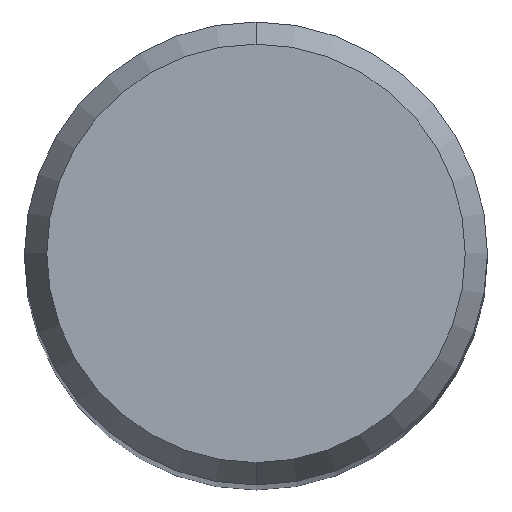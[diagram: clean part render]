
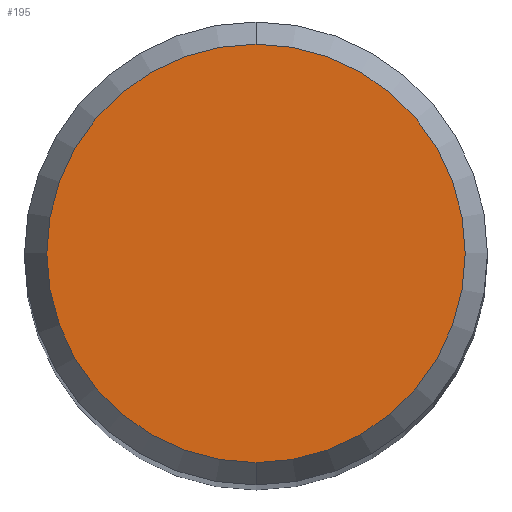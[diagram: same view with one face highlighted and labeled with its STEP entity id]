
A CAD part, top view. The second image highlights one B-rep face of the part: STEP entity #195.
In plain terms, the highlighted planar face has unit normal (0, 0, 1).
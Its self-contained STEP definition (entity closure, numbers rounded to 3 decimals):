
#101=EDGE_CURVE('',#123,#145,#253,.T.);
#123=VERTEX_POINT('',#278);
#129=EDGE_CURVE('',#145,#123,#286,.T.);
#145=VERTEX_POINT('',#303);
#195=ADVANCED_FACE('',(#359),#360,.T.);
#253=CIRCLE('',#414,2.158);
#278=CARTESIAN_POINT('',(0.0,2.158,0.0));
#286=CIRCLE('',#455,2.158);
#303=CARTESIAN_POINT('',(0.,-2.158,0.0));
#359=FACE_OUTER_BOUND('',#545,.T.);
#360=PLANE('',#546);
#414=AXIS2_PLACEMENT_3D('',#609,#610,#611);
#455=AXIS2_PLACEMENT_3D('',#659,#660,#661);
#545=EDGE_LOOP('',(#748,#749));
#546=AXIS2_PLACEMENT_3D('',#750,#751,#752);
#609=CARTESIAN_POINT('',(0.0,0.0,0.0));
#610=DIRECTION('',(0.0,0.0,-1.0));
#611=DIRECTION('',(0.0,1.0,0.0));
#659=CARTESIAN_POINT('',(0.0,0.0,0.0));
#660=DIRECTION('',(0.0,0.0,-1.0));
#661=DIRECTION('',(0.0,1.0,0.0));
#748=ORIENTED_EDGE('',*,*,#101,.F.);
#749=ORIENTED_EDGE('',*,*,#129,.F.);
#750=CARTESIAN_POINT('',(0.0,1.079,0.0));
#751=DIRECTION('',(-0.0,0.0,1.0));
#752=DIRECTION('',(0.0,-1.0,0.0));
